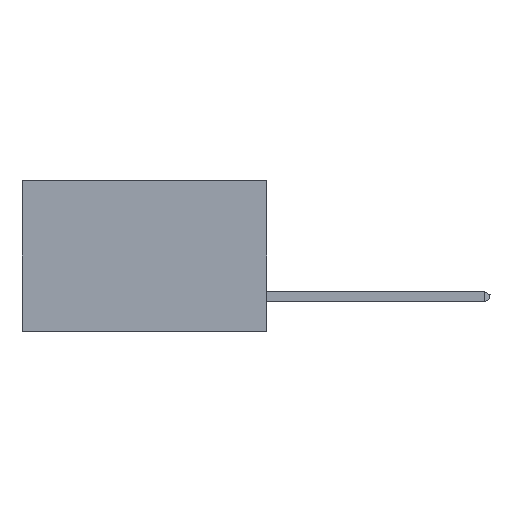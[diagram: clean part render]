
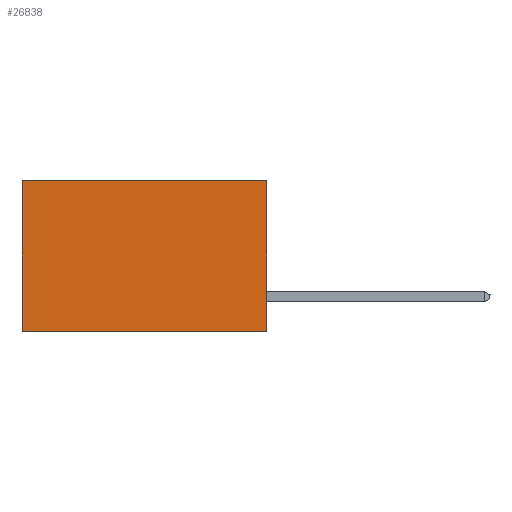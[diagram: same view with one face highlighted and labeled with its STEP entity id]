
A CAD part, left-side view. The second image highlights one B-rep face of the part: STEP entity #26838.
In plain terms, the highlighted planar face has unit normal (-1, 0, 0).
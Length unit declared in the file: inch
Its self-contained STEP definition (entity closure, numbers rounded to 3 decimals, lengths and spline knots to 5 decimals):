
#856 = EDGE_CURVE ( 'NONE', #30016, #19230, #8413, .T. ) ;
#1703 = EDGE_CURVE ( 'NONE', #23163, #12293, #11984, .T. ) ;
#2127 = CARTESIAN_POINT ( 'NONE',  ( 0.2875, 0., 0. ) ) ;
#2542 = CARTESIAN_POINT ( 'NONE',  ( 0.2875, 0., 0. ) ) ;
#2813 = VECTOR ( 'NONE', #12612, 39.37008 ) ;
#3204 = EDGE_CURVE ( 'NONE', #23163, #30016, #32449, .T. ) ;
#3557 = VECTOR ( 'NONE', #30263, 39.37008 ) ;
#4205 = EDGE_LOOP ( 'NONE', ( #27481, #21257, #33193, #11361 ) ) ;
#4305 = DIRECTION ( 'NONE',  ( 1., 0., 0. ) ) ;
#5119 = CARTESIAN_POINT ( 'NONE',  ( 0.2875, 0., -0.37 ) ) ;
#8413 = LINE ( 'NONE', #20332, #2813 ) ;
#9219 = LINE ( 'NONE', #5119, #26483 ) ;
#10839 = DIRECTION ( 'NONE',  ( 0., 1., 0. ) ) ;
#11361 = ORIENTED_EDGE ( 'NONE', *, *, #3204, .T. ) ;
#11815 = PLANE ( 'NONE',  #29775 ) ;
#11984 = LINE ( 'NONE', #2127, #3557 ) ;
#12293 = VERTEX_POINT ( 'NONE', #15826 ) ;
#12612 = DIRECTION ( 'NONE',  ( 0., 0., -1. ) ) ;
#13988 = CARTESIAN_POINT ( 'NONE',  ( 0.2875, 0.6, -0.37 ) ) ;
#14044 = VECTOR ( 'NONE', #20627, 39.37008 ) ;
#15214 = CARTESIAN_POINT ( 'NONE',  ( 0.2875, 0., 0. ) ) ;
#15826 = CARTESIAN_POINT ( 'NONE',  ( 0.2875, 0., -0.37 ) ) ;
#17424 = CARTESIAN_POINT ( 'NONE',  ( 0.2875, 0.6, 0. ) ) ;
#19230 = VERTEX_POINT ( 'NONE', #13988 ) ;
#19643 = CARTESIAN_POINT ( 'NONE',  ( 0.2875, 0., 0. ) ) ;
#19750 = DIRECTION ( 'NONE',  ( 0., 0., -1. ) ) ;
#20332 = CARTESIAN_POINT ( 'NONE',  ( 0.2875, 0.6, 0. ) ) ;
#20627 = DIRECTION ( 'NONE',  ( 0., 1., 0. ) ) ;
#21257 = ORIENTED_EDGE ( 'NONE', *, *, #25852, .F. ) ;
#23163 = VERTEX_POINT ( 'NONE', #2542 ) ;
#25852 = EDGE_CURVE ( 'NONE', #12293, #19230, #9219, .T. ) ;
#26483 = VECTOR ( 'NONE', #10839, 39.37008 ) ;
#26838 = ADVANCED_FACE ( 'NONE', ( #28056 ), #11815, .F. ) ;
#27481 = ORIENTED_EDGE ( 'NONE', *, *, #856, .T. ) ;
#28056 = FACE_OUTER_BOUND ( 'NONE', #4205, .T. ) ;
#29775 = AXIS2_PLACEMENT_3D ( 'NONE', #19643, #4305, #19750 ) ;
#30016 = VERTEX_POINT ( 'NONE', #17424 ) ;
#30263 = DIRECTION ( 'NONE',  ( 0., 0., -1. ) ) ;
#32449 = LINE ( 'NONE', #15214, #14044 ) ;
#33193 = ORIENTED_EDGE ( 'NONE', *, *, #1703, .F. ) ;
